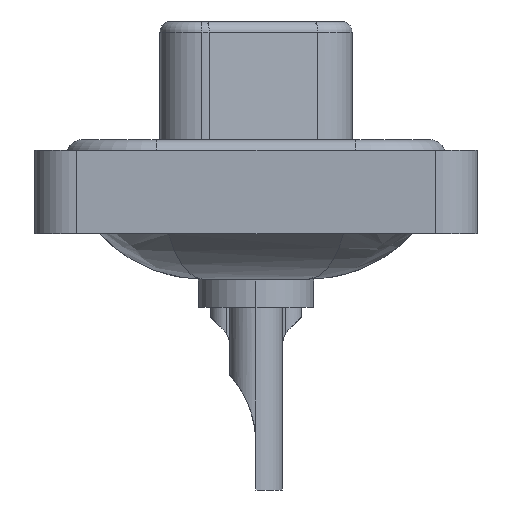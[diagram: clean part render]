
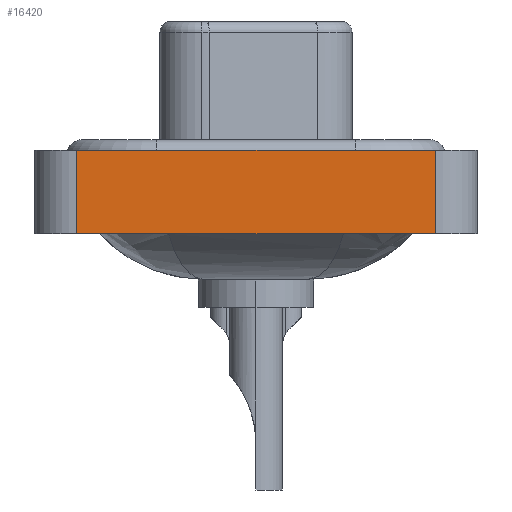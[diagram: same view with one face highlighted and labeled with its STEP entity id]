
A CAD part, left-side view. The second image highlights one B-rep face of the part: STEP entity #16420.
In plain terms, the highlighted planar face has unit normal (-1, 0, 0).
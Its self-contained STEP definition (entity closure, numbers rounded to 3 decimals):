
#942 = VERTEX_POINT ( 'NONE', #9440 ) ;
#1827 = LINE ( 'NONE', #20428, #19481 ) ;
#2401 = EDGE_CURVE ( 'NONE', #17265, #9096, #1827, .T. ) ;
#2843 = EDGE_CURVE ( 'NONE', #20390, #942, #14926, .T. ) ;
#3933 = DIRECTION ( 'NONE',  ( 0., 0., 1. ) ) ;
#5946 = DIRECTION ( 'NONE',  ( -1., 0., 0. ) ) ;
#6832 = LINE ( 'NONE', #21292, #13771 ) ;
#7174 = DIRECTION ( 'NONE',  ( 0., -1., 0. ) ) ;
#7950 = PLANE ( 'NONE',  #21613 ) ;
#9088 = DIRECTION ( 'NONE',  ( 0., 0., 1. ) ) ;
#9096 = VERTEX_POINT ( 'NONE', #11993 ) ;
#9440 = CARTESIAN_POINT ( 'NONE',  ( -7.35, 8.55, 0.4 ) ) ;
#11135 = VECTOR ( 'NONE', #22218, 1000. ) ;
#11316 = FACE_OUTER_BOUND ( 'NONE', #17520, .T. ) ;
#11993 = CARTESIAN_POINT ( 'NONE',  ( -7.35, -8.55, 0.4 ) ) ;
#12560 = EDGE_CURVE ( 'NONE', #20390, #17265, #6832, .T. ) ;
#13771 = VECTOR ( 'NONE', #7174, 1000. ) ;
#14926 = LINE ( 'NONE', #16346, #11135 ) ;
#15904 = LINE ( 'NONE', #21975, #21277 ) ;
#16346 = CARTESIAN_POINT ( 'NONE',  ( -7.35, 8.55, -3.6 ) ) ;
#16420 = ADVANCED_FACE ( 'NONE', ( #11316 ), #7950, .T. ) ;
#17091 = ORIENTED_EDGE ( 'NONE', *, *, #2843, .F. ) ;
#17265 = VERTEX_POINT ( 'NONE', #19392 ) ;
#17520 = EDGE_LOOP ( 'NONE', ( #22408, #22350, #17091, #20907 ) ) ;
#19392 = CARTESIAN_POINT ( 'NONE',  ( -7.35, -8.55, -3.6 ) ) ;
#19481 = VECTOR ( 'NONE', #9088, 1000. ) ;
#20390 = VERTEX_POINT ( 'NONE', #22745 ) ;
#20392 = DIRECTION ( 'NONE',  ( 0., -1., 0. ) ) ;
#20428 = CARTESIAN_POINT ( 'NONE',  ( -7.35, -8.55, -3.6 ) ) ;
#20907 = ORIENTED_EDGE ( 'NONE', *, *, #12560, .T. ) ;
#21277 = VECTOR ( 'NONE', #20392, 1000. ) ;
#21292 = CARTESIAN_POINT ( 'NONE',  ( -7.35, -8.55, -3.6 ) ) ;
#21613 = AXIS2_PLACEMENT_3D ( 'NONE', #22546, #5946, #3933 ) ;
#21975 = CARTESIAN_POINT ( 'NONE',  ( -7.35, -8.55, 0.4 ) ) ;
#22096 = EDGE_CURVE ( 'NONE', #942, #9096, #15904, .T. ) ;
#22218 = DIRECTION ( 'NONE',  ( 0., 0., 1. ) ) ;
#22350 = ORIENTED_EDGE ( 'NONE', *, *, #22096, .F. ) ;
#22408 = ORIENTED_EDGE ( 'NONE', *, *, #2401, .T. ) ;
#22546 = CARTESIAN_POINT ( 'NONE',  ( -7.35, -8.55, -3.6 ) ) ;
#22745 = CARTESIAN_POINT ( 'NONE',  ( -7.35, 8.55, -3.6 ) ) ;
